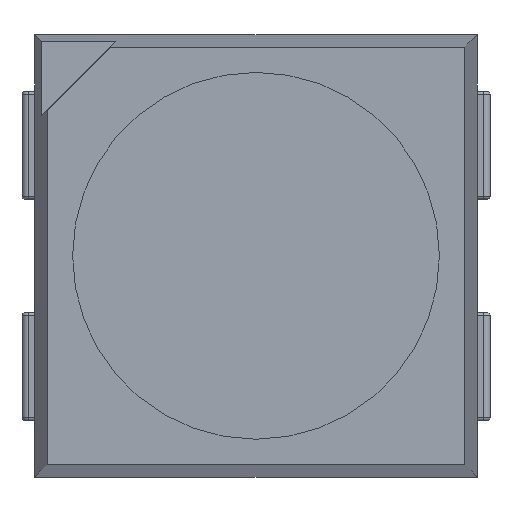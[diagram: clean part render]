
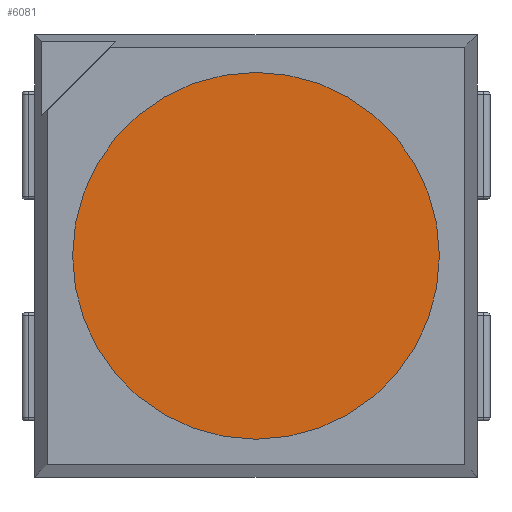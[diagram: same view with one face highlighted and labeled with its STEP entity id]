
A CAD part, top view. The second image highlights one B-rep face of the part: STEP entity #6081.
In plain terms, the highlighted planar face has unit normal (0, 0, 1).
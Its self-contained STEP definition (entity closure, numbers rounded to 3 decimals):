
#89=PLANE('',#6783);
#1447=FACE_OUTER_BOUND('',#1860,.T.);
#1860=EDGE_LOOP('',(#4910));
#2322=CIRCLE('',#6780,1.45);
#2803=VERTEX_POINT('',#10370);
#3524=EDGE_CURVE('',#2803,#2803,#2322,.T.);
#4910=ORIENTED_EDGE('',*,*,#3524,.T.);
#6081=ADVANCED_FACE('',(#1447),#89,.T.);
#6780=AXIS2_PLACEMENT_3D('',#10371,#8374,#8375);
#6783=AXIS2_PLACEMENT_3D('',#10376,#8381,#8382);
#8374=DIRECTION('center_axis',(0.,0.,1.));
#8375=DIRECTION('ref_axis',(-1.,0.,0.));
#8381=DIRECTION('center_axis',(0.,0.,1.));
#8382=DIRECTION('ref_axis',(-1.,0.,0.));
#10370=CARTESIAN_POINT('',(-1.45,0.,1.));
#10371=CARTESIAN_POINT('Origin',(0.,0.,1.));
#10376=CARTESIAN_POINT('Origin',(0.,0.,1.));
